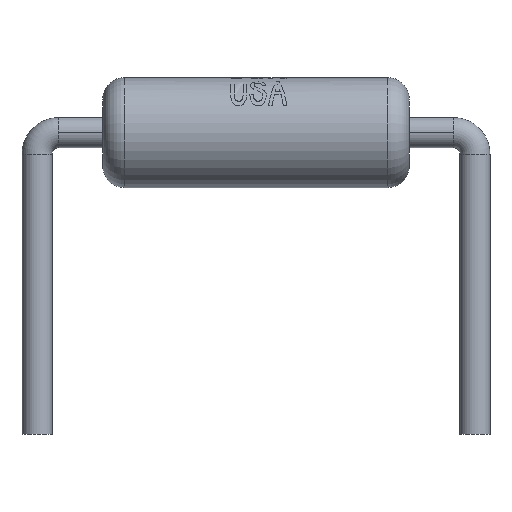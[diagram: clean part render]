
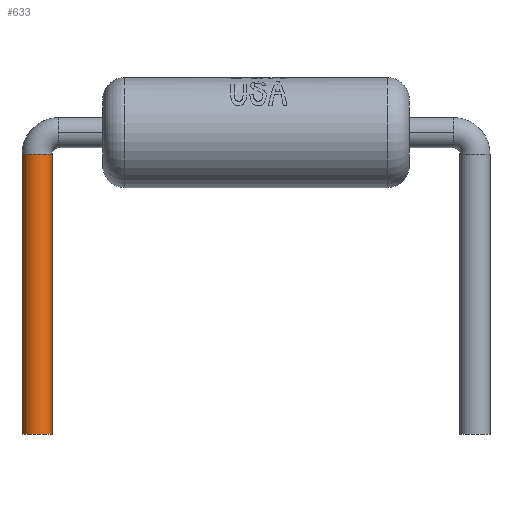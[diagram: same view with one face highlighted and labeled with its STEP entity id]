
A CAD part, top view. The second image highlights one B-rep face of the part: STEP entity #633.
In plain terms, the highlighted cylindrical face has radius 0.35 mm (diameter 0.7 mm), a partial arc.
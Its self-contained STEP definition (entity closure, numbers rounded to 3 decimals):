
#75 = EDGE_LOOP ( 'NONE', ( #2183, #2243, #2181, #2209 ) ) ;
#439 = CARTESIAN_POINT ( 'NONE',  ( 0., 5.5, 0. ) ) ;
#443 = DIRECTION ( 'NONE',  ( 0., -1., 0. ) ) ;
#445 = DIRECTION ( 'NONE',  ( 1., 0., 0. ) ) ;
#519 = DIRECTION ( 'NONE',  ( 0., -1., 0. ) ) ;
#542 = CARTESIAN_POINT ( 'NONE',  ( 0.35, 5.5, 0. ) ) ;
#553 = DIRECTION ( 'NONE',  ( 0., -1., 0. ) ) ;
#569 = CARTESIAN_POINT ( 'NONE',  ( -0.35, 5.5, 0. ) ) ;
#633 = ADVANCED_FACE ( 'NONE', ( #2077 ), #2095, .T. ) ;
#649 = EDGE_CURVE ( 'NONE', #2589, #2547, #963, .T. ) ;
#659 = EDGE_CURVE ( 'NONE', #2585, #2559, #944, .T. ) ;
#667 = EDGE_CURVE ( 'NONE', #2559, #2547, #943, .T. ) ;
#700 = EDGE_CURVE ( 'NONE', #2585, #2589, #1004, .T. ) ;
#789 = AXIS2_PLACEMENT_3D ( 'NONE', #439, #443, #445 ) ;
#862 = AXIS2_PLACEMENT_3D ( 'NONE', #1146, #1145, #1153 ) ;
#914 = AXIS2_PLACEMENT_3D ( 'NONE', #1301, #1296, #1299 ) ;
#943 = CIRCLE ( 'NONE', #862, 0.35 ) ;
#944 = LINE ( 'NONE', #569, #955 ) ;
#951 = VECTOR ( 'NONE', #519, 1000. ) ;
#955 = VECTOR ( 'NONE', #553, 1000. ) ;
#963 = LINE ( 'NONE', #542, #951 ) ;
#1004 = CIRCLE ( 'NONE', #914, 0.35 ) ;
#1145 = DIRECTION ( 'NONE',  ( 0., 1., 0. ) ) ;
#1146 = CARTESIAN_POINT ( 'NONE',  ( 0., -1., 0. ) ) ;
#1153 = DIRECTION ( 'NONE',  ( 0., 0., 1. ) ) ;
#1296 = DIRECTION ( 'NONE',  ( 0., 1., 0. ) ) ;
#1299 = DIRECTION ( 'NONE',  ( 0., 0., 1. ) ) ;
#1301 = CARTESIAN_POINT ( 'NONE',  ( 0., 5.5, 0. ) ) ;
#1854 = CARTESIAN_POINT ( 'NONE',  ( -0.35, -1., 0. ) ) ;
#1888 = CARTESIAN_POINT ( 'NONE',  ( -0.35, 5.5, 0. ) ) ;
#1915 = CARTESIAN_POINT ( 'NONE',  ( 0.35, -1., 0. ) ) ;
#1925 = CARTESIAN_POINT ( 'NONE',  ( 0.35, 5.5, 0. ) ) ;
#2077 = FACE_OUTER_BOUND ( 'NONE', #75, .T. ) ;
#2095 = CYLINDRICAL_SURFACE ( 'NONE', #789, 0.35 ) ;
#2181 = ORIENTED_EDGE ( 'NONE', *, *, #667, .T. ) ;
#2183 = ORIENTED_EDGE ( 'NONE', *, *, #700, .F. ) ;
#2209 = ORIENTED_EDGE ( 'NONE', *, *, #649, .F. ) ;
#2243 = ORIENTED_EDGE ( 'NONE', *, *, #659, .T. ) ;
#2547 = VERTEX_POINT ( 'NONE', #1915 ) ;
#2559 = VERTEX_POINT ( 'NONE', #1854 ) ;
#2585 = VERTEX_POINT ( 'NONE', #1888 ) ;
#2589 = VERTEX_POINT ( 'NONE', #1925 ) ;
